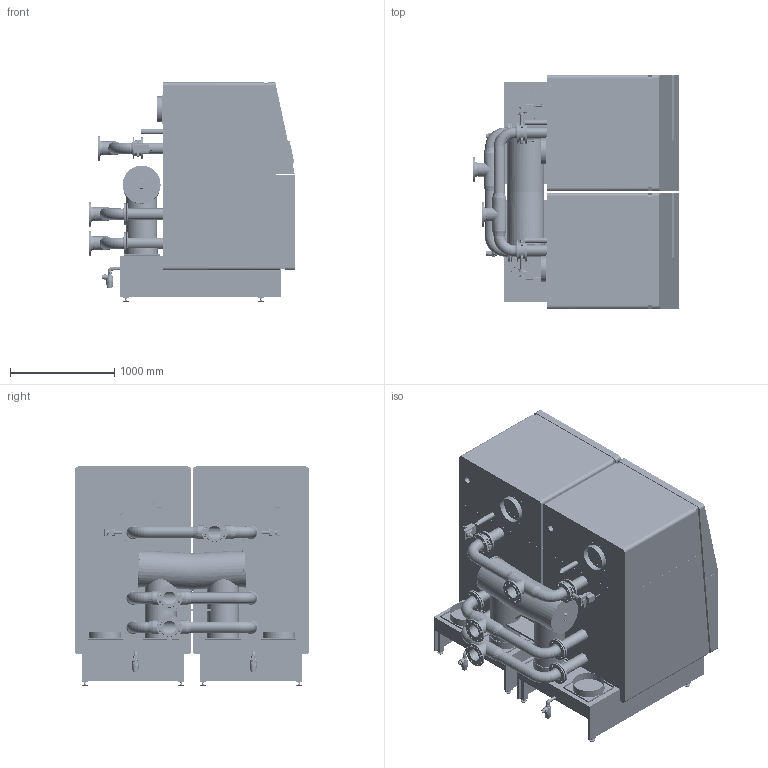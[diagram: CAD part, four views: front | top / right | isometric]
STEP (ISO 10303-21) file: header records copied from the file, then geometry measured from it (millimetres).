
FILE_DESCRIPTION(('CATIA V5 STEP Exchange'),'2;1');
FILE_NAME('4212690 UG_(800D-1000D).stp','2014-04-03T14:57:51+00:00',('N.N.'),('Hovalwerke AG FL-9490 Vaduz'),'CATIA Version 5 Release 20 SP 7 (IN-10)','CATIA V5 STEP AP203','none');
FILE_SCHEMA(('CONFIG_CONTROL_DESIGN'));
Products named in the file (15): 4212690_UG (800D-1000D) Planerdaten 3D CSM_10459361_C83_000_00; 4212680_UG (400-500) Planerdaten 3D CSM_10407939_C85_000_00; 6025797; 6025655; 6015952; 2026199_Version2; 617742; 6005307; 6005306; 6017754; Product1; 6018659; 6004924; 2015645; _Abgassammler UltraGas (800D-1000D)_10320153_C83_000_00
Assembly tree (69 placements, depth 5):
  4212690_UG (800D-1000D) Planerdaten 3D CSM_10459361_C83_000_00
    4212680_UG (400-500) Planerdaten 3D CSM_10407939_C85_000_00  x2
      #66
      6025797
        #4321
        #6779
        #9871
        6025655
          #10246
          #13611
          #17749
        #18098  x2
      #19743
      6015952
        2026199_Version2
          #19934
          #24589
          #25046  x2
          #26386
          #27726
        617742
          #28579
          #29644
      #29839
      #30241
      6005307
        #30775
        #31204
      6005306
        #30775
        #31409
      6017754
        #31614
        #34498
      Product1
        #35085
        #35619
      6018659
        #37229
        #37398
    6004924  x3
      #38871
      #39546
      #39906
      #40075
      #40355
      #41277
    2015645  x2
      #41975
      #49322
    _Abgassammler UltraGas (800D-1000D)_10320153_C83_000_00
      #69006  x2
      #69647  x2
      #70147
Bounding box: 1971.94 x 2240 x 2100 mm (x, y, z)
Volume: 5401031092.5 mm3; surface area: 69322520.7 mm2
Topology: 182 solids, 182 shells, 5327 faces, 13096 edges, 8232 vertices
Faces by surface type: plane 2355, cylinder 1658, torus 620, cone 428, bspline 242, revolution 16, sphere 8
Full cylindrical faces by diameter (mm): 302 x4, 306 x4
Entity records: 73075 total; most frequent: CARTESIAN_POINT 25365, ORIENTED_EDGE 10562, DIRECTION 7679, EDGE_CURVE 5281, AXIS2_PLACEMENT_3D 3396, VERTEX_POINT 3312, VECTOR 2664, LINE 2664
